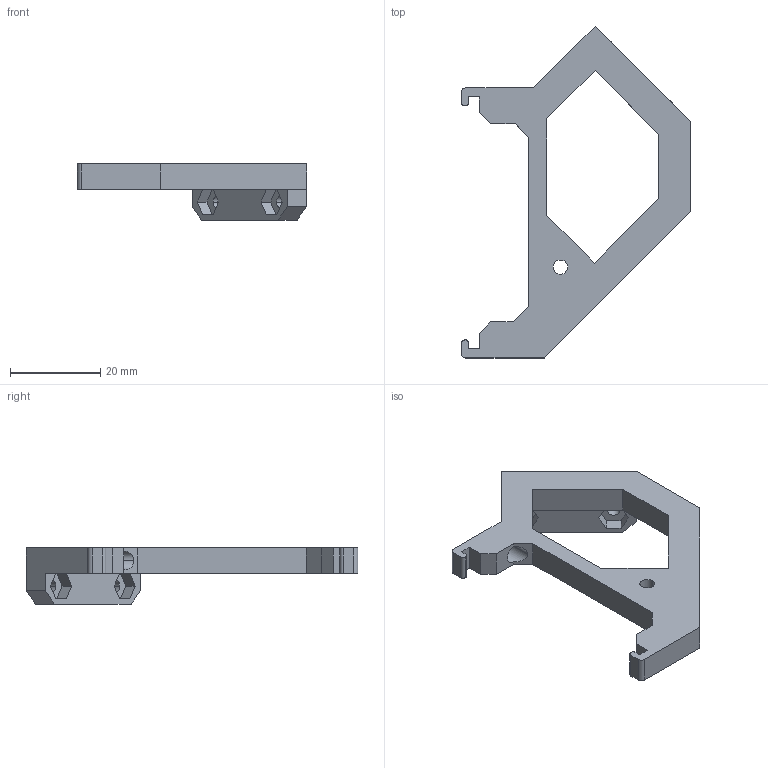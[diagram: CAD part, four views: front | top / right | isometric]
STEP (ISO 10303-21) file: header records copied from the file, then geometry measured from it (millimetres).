
FILE_DESCRIPTION (( 'STEP AP214' ), '1' );
FILE_NAME ('Right_arm.STEP', '2024-10-12T21:57:07', ( '' ), ( '' ), 'SwSTEP 2.0', 'SolidWorks 2024', '' );
FILE_SCHEMA (( 'AUTOMOTIVE_DESIGN' ));
Length unit declared in the file: millimetre
Products named in the file (1): Right_arm
Bounding box: 50.92 x 73.74 x 12.5 mm (x, y, z)
Volume: 7784.6 mm3; surface area: 5178.6 mm2
Topology: 1 solids, 1 shells, 69 faces, 200 edges, 133 vertices
Faces by surface type: plane 55, cylinder 14
Entity records: 2297 total; most frequent: CARTESIAN_POINT 409, ORIENTED_EDGE 400, DIRECTION 366, EDGE_CURVE 200, VECTOR 170, LINE 170, VERTEX_POINT 133, AXIS2_PLACEMENT_3D 98
